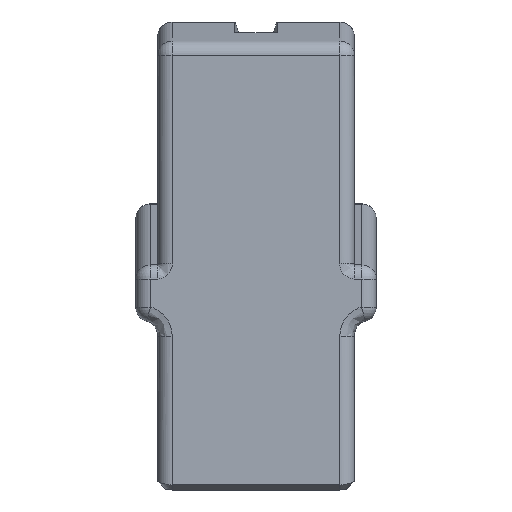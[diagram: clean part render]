
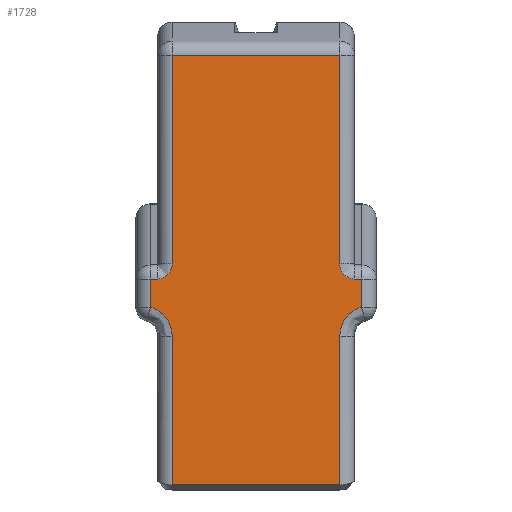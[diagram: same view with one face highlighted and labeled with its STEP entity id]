
A CAD part, front view. The second image highlights one B-rep face of the part: STEP entity #1728.
In plain terms, the highlighted planar face has unit normal (0, -1, 0).
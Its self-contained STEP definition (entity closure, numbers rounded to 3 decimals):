
#180=B_SPLINE_CURVE_WITH_KNOTS('',3,(#3027,#3028,#3029,#3030,#3031,#3032,
#3033,#3034),.UNSPECIFIED.,.F.,.F.,(4,1,1,1,1,4),(0.,0.25,0.5,0.625,0.75,
1.),.UNSPECIFIED.);
#181=B_SPLINE_CURVE_WITH_KNOTS('',3,(#3035,#3036,#3037,#3038,#3039,#3040,
#3041,#3042,#3043,#3044),.UNSPECIFIED.,.F.,.F.,(4,1,1,1,1,1,1,4),(0.,0.125,
0.25,0.375,0.5,0.625,0.75,1.),.UNSPECIFIED.);
#211=ELLIPSE('',#1849,4.141,4.);
#217=ELLIPSE('',#1887,4.141,4.);
#465=ORIENTED_EDGE('',*,*,#902,.F.);
#466=ORIENTED_EDGE('',*,*,#903,.T.);
#467=ORIENTED_EDGE('',*,*,#904,.T.);
#468=ORIENTED_EDGE('',*,*,#905,.T.);
#469=ORIENTED_EDGE('',*,*,#875,.T.);
#470=ORIENTED_EDGE('',*,*,#826,.T.);
#471=ORIENTED_EDGE('',*,*,#901,.T.);
#472=ORIENTED_EDGE('',*,*,#906,.T.);
#473=ORIENTED_EDGE('',*,*,#907,.T.);
#474=ORIENTED_EDGE('',*,*,#908,.T.);
#475=ORIENTED_EDGE('',*,*,#827,.T.);
#476=ORIENTED_EDGE('',*,*,#833,.T.);
#477=ORIENTED_EDGE('',*,*,#863,.T.);
#478=ORIENTED_EDGE('',*,*,#872,.F.);
#826=EDGE_CURVE('',#1046,#1066,#1206,.T.);
#827=EDGE_CURVE('',#1068,#1069,#211,.F.);
#833=EDGE_CURVE('',#1069,#1073,#1208,.T.);
#863=EDGE_CURVE('',#1073,#1091,#1219,.T.);
#872=EDGE_CURVE('',#1097,#1091,#1223,.T.);
#875=EDGE_CURVE('',#1098,#1046,#1225,.F.);
#901=EDGE_CURVE('',#1066,#1111,#1238,.T.);
#902=EDGE_CURVE('',#1112,#1097,#217,.F.);
#903=EDGE_CURVE('',#1112,#1113,#1239,.T.);
#904=EDGE_CURVE('',#1113,#1114,#1240,.T.);
#905=EDGE_CURVE('',#1114,#1098,#180,.T.);
#906=EDGE_CURVE('',#1111,#1115,#181,.T.);
#907=EDGE_CURVE('',#1115,#1116,#1241,.F.);
#908=EDGE_CURVE('',#1116,#1068,#1242,.F.);
#1046=VERTEX_POINT('',#2546);
#1066=VERTEX_POINT('',#2630);
#1068=VERTEX_POINT('',#2652);
#1069=VERTEX_POINT('',#2653);
#1073=VERTEX_POINT('',#2673);
#1091=VERTEX_POINT('',#2863);
#1097=VERTEX_POINT('',#2912);
#1098=VERTEX_POINT('',#2920);
#1111=VERTEX_POINT('',#3018);
#1112=VERTEX_POINT('',#3022);
#1113=VERTEX_POINT('',#3024);
#1114=VERTEX_POINT('',#3026);
#1115=VERTEX_POINT('',#3045);
#1116=VERTEX_POINT('',#3047);
#1206=LINE('',#2635,#1329);
#1208=LINE('',#2674,#1331);
#1219=LINE('',#2864,#1342);
#1223=LINE('',#2913,#1346);
#1225=LINE('',#2923,#1348);
#1238=LINE('',#3019,#1361);
#1239=LINE('',#3023,#1362);
#1240=LINE('',#3025,#1363);
#1241=LINE('',#3046,#1364);
#1242=LINE('',#3048,#1365);
#1329=VECTOR('',#2119,1000.);
#1331=VECTOR('',#2131,1000.);
#1342=VECTOR('',#2154,1000.);
#1346=VECTOR('',#2164,1000.);
#1348=VECTOR('',#2168,1000.);
#1361=VECTOR('',#2225,1000.);
#1362=VECTOR('',#2230,1000.);
#1363=VECTOR('',#2231,1000.);
#1364=VECTOR('',#2232,1000.);
#1365=VECTOR('',#2233,1000.);
#1466=EDGE_LOOP('',(#465,#466,#467,#468,#469,#470,#471,#472,#473,#474,#475,
#476,#477,#478));
#1579=FACE_BOUND('',#1466,.T.);
#1659=PLANE('',#1886);
#1728=ADVANCED_FACE('',(#1579),#1659,.T.);
#1849=AXIS2_PLACEMENT_3D('',#2651,#2120,#2121);
#1886=AXIS2_PLACEMENT_3D('',#3020,#2226,#2227);
#1887=AXIS2_PLACEMENT_3D('',#3021,#2228,#2229);
#2119=DIRECTION('',(-1.,0.,0.));
#2120=DIRECTION('',(0.,-1.,0.));
#2121=DIRECTION('',(0.,0.,-1.));
#2131=DIRECTION('',(0.,0.,-1.));
#2154=DIRECTION('',(1.,0.,0.));
#2164=DIRECTION('',(0.,0.,-1.));
#2168=DIRECTION('',(0.,0.,-1.));
#2225=DIRECTION('',(0.,0.,-1.));
#2226=DIRECTION('',(0.,-1.,0.));
#2227=DIRECTION('',(0.,0.,-1.));
#2228=DIRECTION('',(0.,1.,0.));
#2229=DIRECTION('',(0.,0.,-1.));
#2230=DIRECTION('',(0.,0.,1.));
#2231=DIRECTION('',(-1.,0.,0.));
#2232=DIRECTION('',(1.,0.,0.));
#2233=DIRECTION('',(0.,0.,1.));
#2546=CARTESIAN_POINT('',(11.5,-3.,69.939));
#2630=CARTESIAN_POINT('',(-11.5,-3.,69.939));
#2635=CARTESIAN_POINT('',(-13.5,-3.,69.939));
#2651=CARTESIAN_POINT('',(-15.5,-3.,31.353));
#2652=CARTESIAN_POINT('',(-14.5,-3.,35.362));
#2653=CARTESIAN_POINT('',(-11.5,-3.,31.353));
#2673=CARTESIAN_POINT('',(-11.5,-3.,11.));
#2674=CARTESIAN_POINT('',(-11.5,-3.,24.));
#2863=CARTESIAN_POINT('',(11.5,-3.,11.));
#2864=CARTESIAN_POINT('',(11.5,-3.,11.));
#2912=CARTESIAN_POINT('',(11.5,-3.,31.353));
#2913=CARTESIAN_POINT('',(11.5,-3.,24.));
#2920=CARTESIAN_POINT('',(11.5,-3.,41.292));
#2923=CARTESIAN_POINT('',(11.5,-3.,24.));
#3018=CARTESIAN_POINT('',(-11.5,-3.,41.292));
#3019=CARTESIAN_POINT('',(-11.5,-3.,24.));
#3020=CARTESIAN_POINT('',(10.5,-3.,24.));
#3021=CARTESIAN_POINT('',(15.5,-3.,31.353));
#3022=CARTESIAN_POINT('',(14.5,-3.,35.362));
#3023=CARTESIAN_POINT('',(14.5,-3.,38.685));
#3024=CARTESIAN_POINT('',(14.5,-3.,39.221));
#3025=CARTESIAN_POINT('',(13.5,-3.,39.221));
#3026=CARTESIAN_POINT('',(13.5,-3.,39.221));
#3027=CARTESIAN_POINT('',(13.5,-3.,39.221));
#3028=CARTESIAN_POINT('',(13.252,-3.,39.221));
#3029=CARTESIAN_POINT('',(12.75,-3.,39.322));
#3030=CARTESIAN_POINT('',(12.144,-3.,39.724));
#3031=CARTESIAN_POINT('',(11.819,-3.,40.147));
#3032=CARTESIAN_POINT('',(11.565,-3.,40.673));
#3033=CARTESIAN_POINT('',(11.5,-3.,41.041));
#3034=CARTESIAN_POINT('',(11.5,-3.,41.292));
#3035=CARTESIAN_POINT('',(-11.5,-3.,41.292));
#3036=CARTESIAN_POINT('',(-11.5,-3.,41.125));
#3037=CARTESIAN_POINT('',(-11.536,-3.,40.802));
#3038=CARTESIAN_POINT('',(-11.729,-3.,40.308));
#3039=CARTESIAN_POINT('',(-11.963,-3.,39.942));
#3040=CARTESIAN_POINT('',(-12.306,-3.,39.614));
#3041=CARTESIAN_POINT('',(-12.56,-3.,39.454));
#3042=CARTESIAN_POINT('',(-12.959,-3.,39.271));
#3043=CARTESIAN_POINT('',(-13.276,-3.,39.221));
#3044=CARTESIAN_POINT('',(-13.5,-3.,39.221));
#3045=CARTESIAN_POINT('',(-13.5,-3.,39.221));
#3046=CARTESIAN_POINT('',(-16.5,-3.,39.221));
#3047=CARTESIAN_POINT('',(-14.5,-3.,39.221));
#3048=CARTESIAN_POINT('',(-14.5,-3.,35.362));
